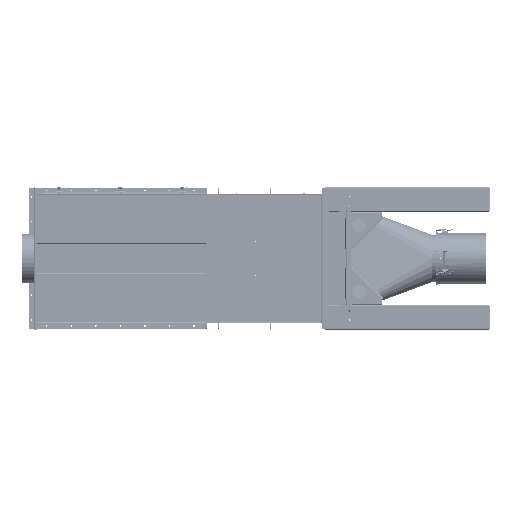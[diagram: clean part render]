
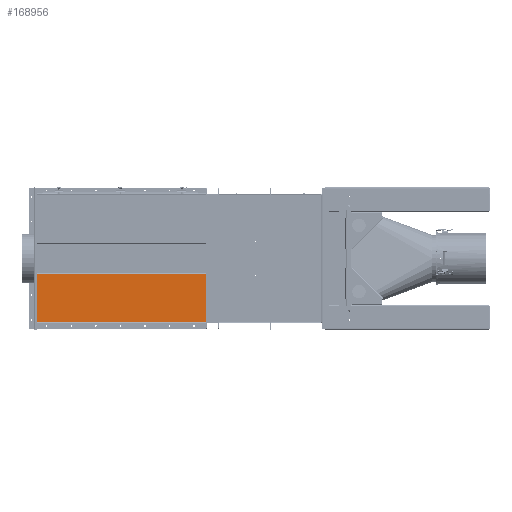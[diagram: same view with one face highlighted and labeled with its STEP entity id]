
A CAD part, left-side view. The second image highlights one B-rep face of the part: STEP entity #168956.
In plain terms, the highlighted planar face has unit normal (-1, 0, 0).
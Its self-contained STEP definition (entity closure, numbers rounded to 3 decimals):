
#4706 = VECTOR ( 'NONE', #147359, 1000. ) ;
#5435 = VECTOR ( 'NONE', #120062, 1000. ) ;
#9411 = FACE_OUTER_BOUND ( 'NONE', #12016, .T. ) ;
#12016 = EDGE_LOOP ( 'NONE', ( #174160, #74772, #52509, #73208 ) ) ;
#23646 = DIRECTION ( 'NONE',  ( 0., 0., 1. ) ) ;
#23868 = CARTESIAN_POINT ( 'NONE',  ( -2., 4.4, -195.6 ) ) ;
#32565 = VECTOR ( 'NONE', #146335, 1000. ) ;
#36145 = VERTEX_POINT ( 'NONE', #37461 ) ;
#36186 = CARTESIAN_POINT ( 'NONE',  ( -2., 4.4, -195.6 ) ) ;
#36897 = VECTOR ( 'NONE', #133995, 1000. ) ;
#37461 = CARTESIAN_POINT ( 'NONE',  ( -2., 1395.6, -195.6 ) ) ;
#40973 = CARTESIAN_POINT ( 'NONE',  ( -2., 4.4, 200. ) ) ;
#52509 = ORIENTED_EDGE ( 'NONE', *, *, #119682, .F. ) ;
#63640 = PLANE ( 'NONE',  #76319 ) ;
#67354 = LINE ( 'NONE', #23868, #4706 ) ;
#71855 = VERTEX_POINT ( 'NONE', #36186 ) ;
#73208 = ORIENTED_EDGE ( 'NONE', *, *, #83911, .F. ) ;
#74772 = ORIENTED_EDGE ( 'NONE', *, *, #155712, .F. ) ;
#76319 = AXIS2_PLACEMENT_3D ( 'NONE', #117829, #91191, #23646 ) ;
#78357 = LINE ( 'NONE', #40973, #5435 ) ;
#79851 = LINE ( 'NONE', #174826, #36897 ) ;
#83911 = EDGE_CURVE ( 'NONE', #113273, #95854, #93866, .T. ) ;
#91191 = DIRECTION ( 'NONE',  ( -1., 0., 0. ) ) ;
#93866 = LINE ( 'NONE', #148074, #32565 ) ;
#95854 = VERTEX_POINT ( 'NONE', #168046 ) ;
#106812 = CARTESIAN_POINT ( 'NONE',  ( -2., 1395.6, 195.6 ) ) ;
#113273 = VERTEX_POINT ( 'NONE', #106812 ) ;
#117829 = CARTESIAN_POINT ( 'NONE',  ( -2., 0., 200. ) ) ;
#119682 = EDGE_CURVE ( 'NONE', #95854, #71855, #78357, .T. ) ;
#120062 = DIRECTION ( 'NONE',  ( 0., 0., -1. ) ) ;
#133995 = DIRECTION ( 'NONE',  ( 0., 0., -1. ) ) ;
#134667 = EDGE_CURVE ( 'NONE', #113273, #36145, #79851, .T. ) ;
#146335 = DIRECTION ( 'NONE',  ( 0., -1., 0. ) ) ;
#147359 = DIRECTION ( 'NONE',  ( 0., 1., 0. ) ) ;
#148074 = CARTESIAN_POINT ( 'NONE',  ( -2., 1395.6, 195.6 ) ) ;
#155712 = EDGE_CURVE ( 'NONE', #71855, #36145, #67354, .T. ) ;
#168046 = CARTESIAN_POINT ( 'NONE',  ( -2., 4.4, 195.6 ) ) ;
#168956 = ADVANCED_FACE ( 'NONE', ( #9411 ), #63640, .T. ) ;
#174160 = ORIENTED_EDGE ( 'NONE', *, *, #134667, .T. ) ;
#174826 = CARTESIAN_POINT ( 'NONE',  ( -2., 1395.6, 200. ) ) ;
